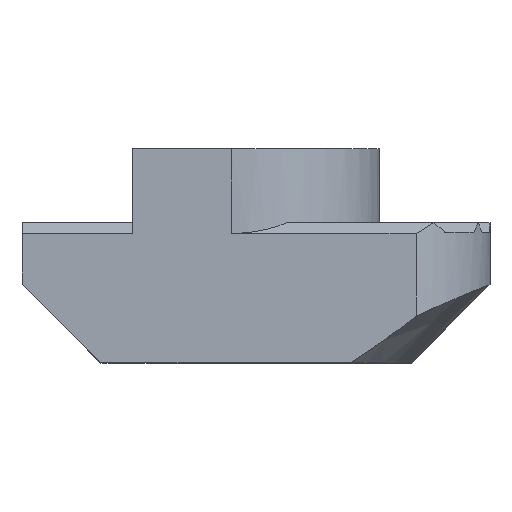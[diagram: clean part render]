
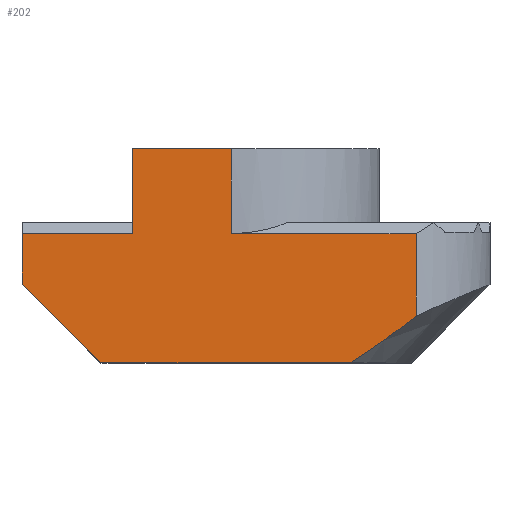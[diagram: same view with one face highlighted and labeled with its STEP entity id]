
A CAD part, top view. The second image highlights one B-rep face of the part: STEP entity #202.
In plain terms, the highlighted planar face has unit normal (0, 0, 1).
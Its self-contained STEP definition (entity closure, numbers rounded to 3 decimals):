
#15 = CARTESIAN_POINT ( 'NONE',  ( 0., 0.9, 5. ) ) ;
#28 = CARTESIAN_POINT ( 'NONE',  ( -5., 1.35, 5. ) ) ;
#33 = CARTESIAN_POINT ( 'NONE',  ( -5., 4.35, 5. ) ) ;
#38 = ORIENTED_EDGE ( 'NONE', *, *, #1351, .T. ) ;
#96 = ORIENTED_EDGE ( 'NONE', *, *, #1043, .T. ) ;
#103 = LINE ( 'NONE', #1689, #106 ) ;
#106 = VECTOR ( 'NONE', #1275, 1000. ) ;
#117 = DIRECTION ( 'NONE',  ( -1., 0., 0. ) ) ;
#169 = CARTESIAN_POINT ( 'NONE',  ( 0., 0.9, 5. ) ) ;
#171 = DIRECTION ( 'NONE',  ( 0., 0., -1. ) ) ;
#180 = VERTEX_POINT ( 'NONE', #1629 ) ;
#202 = ADVANCED_FACE ( 'NONE', ( #1294 ), #1485, .F. ) ;
#216 = CARTESIAN_POINT ( 'NONE',  ( -1., 0.9, 5. ) ) ;
#229 = ORIENTED_EDGE ( 'NONE', *, *, #982, .F. ) ;
#242 = VECTOR ( 'NONE', #117, 1000. ) ;
#266 = LINE ( 'NONE', #15, #242 ) ;
#275 = DIRECTION ( 'NONE',  ( 0.707, -0.707, 0. ) ) ;
#357 = ORIENTED_EDGE ( 'NONE', *, *, #1150, .T. ) ;
#360 = DIRECTION ( 'NONE',  ( 0., -1., 0. ) ) ;
#364 = CARTESIAN_POINT ( 'NONE',  ( 6.5, -2.449, 5. ) ) ;
#378 = EDGE_CURVE ( 'NONE', #1425, #704, #822, .T. ) ;
#400 = DIRECTION ( 'NONE',  ( 0., -1., 0. ) ) ;
#413 = ORIENTED_EDGE ( 'NONE', *, *, #1674, .T. ) ;
#462 = VECTOR ( 'NONE', #275, 1000. ) ;
#486 = LINE ( 'NONE', #911, #462 ) ;
#487 = CARTESIAN_POINT ( 'NONE',  ( 6.072, -2.789, 5. ) ) ;
#495 = CARTESIAN_POINT ( 'NONE',  ( 4.75, -3.761, 5. ) ) ;
#499 = EDGE_CURVE ( 'NONE', #1407, #1516, #552, .T. ) ;
#501 = ORIENTED_EDGE ( 'NONE', *, *, #1373, .T. ) ;
#507 = VECTOR ( 'NONE', #400, 1000. ) ;
#525 = ORIENTED_EDGE ( 'NONE', *, *, #378, .T. ) ;
#541 = CARTESIAN_POINT ( 'NONE',  ( 6.5, 7.181, 5. ) ) ;
#552 = B_SPLINE_CURVE_WITH_KNOTS ( 'NONE', 3,
 ( #364, #487, #1306, #495, #1445, #634 ),
 .UNSPECIFIED., .F., .F.,
 ( 4, 2, 4 ),
 ( 0.014, 0.016, 0.017 ),
 .UNSPECIFIED. ) ;
#555 = VECTOR ( 'NONE', #360, 1000. ) ;
#575 = VECTOR ( 'NONE', #1000, 1000. ) ;
#576 = LINE ( 'NONE', #717, #613 ) ;
#581 = LINE ( 'NONE', #860, #575 ) ;
#613 = VECTOR ( 'NONE', #850, 1000. ) ;
#634 = CARTESIAN_POINT ( 'NONE',  ( 3.833, -4.35, 5. ) ) ;
#661 = CARTESIAN_POINT ( 'NONE',  ( 0., 0., 5. ) ) ;
#677 = DIRECTION ( 'NONE',  ( -1., 0., 0. ) ) ;
#697 = CARTESIAN_POINT ( 'NONE',  ( 6.5, 0.9, 5. ) ) ;
#699 = VERTEX_POINT ( 'NONE', #697 ) ;
#704 = VERTEX_POINT ( 'NONE', #33 ) ;
#717 = CARTESIAN_POINT ( 'NONE',  ( 6.3, -4.35, 5. ) ) ;
#757 = LINE ( 'NONE', #169, #967 ) ;
#769 = CARTESIAN_POINT ( 'NONE',  ( -5., 4.35, 5. ) ) ;
#784 = CARTESIAN_POINT ( 'NONE',  ( -6.3, -4.35, 5. ) ) ;
#812 = VERTEX_POINT ( 'NONE', #1653 ) ;
#822 = LINE ( 'NONE', #769, #823 ) ;
#823 = VECTOR ( 'NONE', #1001, 1000. ) ;
#850 = DIRECTION ( 'NONE',  ( 1., 0., 0. ) ) ;
#860 = CARTESIAN_POINT ( 'NONE',  ( -1., 0., 5. ) ) ;
#862 = LINE ( 'NONE', #541, #507 ) ;
#911 = CARTESIAN_POINT ( 'NONE',  ( -6.3, -4.35, 5. ) ) ;
#936 = DIRECTION ( 'NONE',  ( -1., 0., 0. ) ) ;
#967 = VECTOR ( 'NONE', #936, 1000. ) ;
#969 = AXIS2_PLACEMENT_3D ( 'NONE', #661, #171, #677 ) ;
#982 = EDGE_CURVE ( 'NONE', #699, #1407, #862, .T. ) ;
#1000 = DIRECTION ( 'NONE',  ( 0., 1., 0. ) ) ;
#1001 = DIRECTION ( 'NONE',  ( -1., 0., 0. ) ) ;
#1016 = CARTESIAN_POINT ( 'NONE',  ( 6.5, -2.449, 5. ) ) ;
#1023 = CARTESIAN_POINT ( 'NONE',  ( -1., 4.35, 5. ) ) ;
#1043 = EDGE_CURVE ( 'NONE', #1296, #1101, #486, .T. ) ;
#1062 = ORIENTED_EDGE ( 'NONE', *, *, #1666, .T. ) ;
#1101 = VERTEX_POINT ( 'NONE', #784 ) ;
#1111 = ORIENTED_EDGE ( 'NONE', *, *, #499, .F. ) ;
#1150 = EDGE_CURVE ( 'NONE', #699, #1334, #757, .T. ) ;
#1211 = LINE ( 'NONE', #28, #555 ) ;
#1275 = DIRECTION ( 'NONE',  ( 0., -1., 0. ) ) ;
#1294 = FACE_OUTER_BOUND ( 'NONE', #1638, .T. ) ;
#1296 = VERTEX_POINT ( 'NONE', #1510 ) ;
#1306 = CARTESIAN_POINT ( 'NONE',  ( 5.637, -3.121, 5. ) ) ;
#1334 = VERTEX_POINT ( 'NONE', #216 ) ;
#1351 = EDGE_CURVE ( 'NONE', #180, #812, #266, .T. ) ;
#1373 = EDGE_CURVE ( 'NONE', #704, #180, #1211, .T. ) ;
#1407 = VERTEX_POINT ( 'NONE', #1016 ) ;
#1425 = VERTEX_POINT ( 'NONE', #1023 ) ;
#1441 = CARTESIAN_POINT ( 'NONE',  ( 3.833, -4.35, 5. ) ) ;
#1445 = CARTESIAN_POINT ( 'NONE',  ( 4.298, -4.067, 5. ) ) ;
#1485 = PLANE ( 'NONE',  #969 ) ;
#1510 = CARTESIAN_POINT ( 'NONE',  ( -9.5, -1.15, 5. ) ) ;
#1516 = VERTEX_POINT ( 'NONE', #1441 ) ;
#1629 = CARTESIAN_POINT ( 'NONE',  ( -5., 0.9, 5. ) ) ;
#1632 = EDGE_CURVE ( 'NONE', #1101, #1516, #576, .T. ) ;
#1638 = EDGE_LOOP ( 'NONE', ( #501, #38, #413, #96, #1658, #1111, #229, #357, #1062, #525 ) ) ;
#1653 = CARTESIAN_POINT ( 'NONE',  ( -9.5, 0.9, 5. ) ) ;
#1658 = ORIENTED_EDGE ( 'NONE', *, *, #1632, .T. ) ;
#1666 = EDGE_CURVE ( 'NONE', #1334, #1425, #581, .T. ) ;
#1674 = EDGE_CURVE ( 'NONE', #812, #1296, #103, .T. ) ;
#1689 = CARTESIAN_POINT ( 'NONE',  ( -9.5, -1.15, 5. ) ) ;
